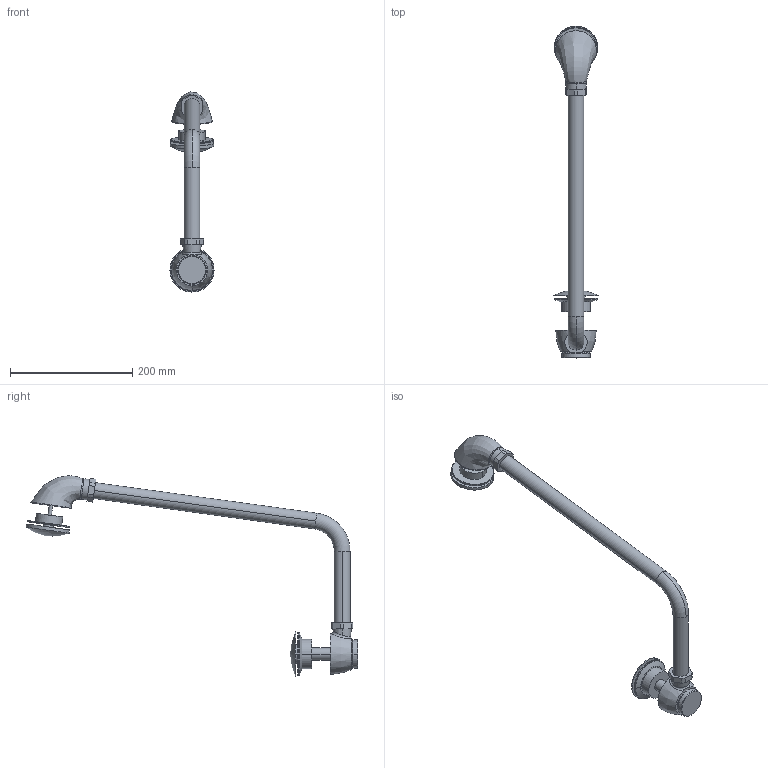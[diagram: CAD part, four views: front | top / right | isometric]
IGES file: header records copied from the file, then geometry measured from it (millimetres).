
Global section: file name: No Iges File Name specified; native system: Autodesk Inventor 2010; preprocessor: AutoDesk Inventor Iges Exporter R2010; author: adaniels; date: 20110225.142424; units: millimetre
Bounding box: 72.2 x 543.7 x 327.89 mm (x, y, z)
Volume: 698969.3 mm3; surface area: 125831.5 mm2
Topology: 1 solids, 1 shells, 110 faces, 258 edges, 165 vertices
Faces by surface type: cylinder 50, plane 34, bspline 9, torus 6, cone 6, sphere 3, revolution 2
